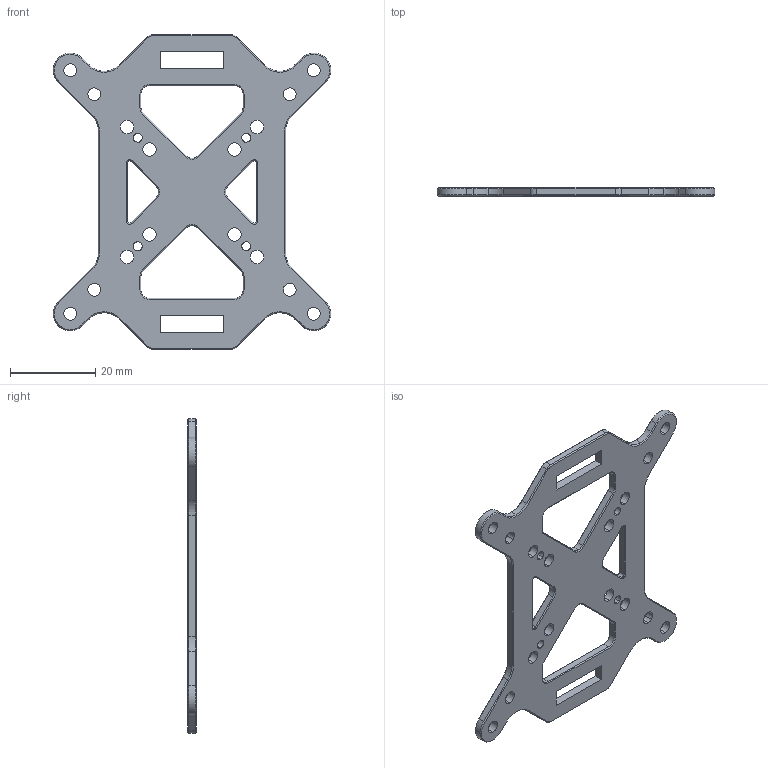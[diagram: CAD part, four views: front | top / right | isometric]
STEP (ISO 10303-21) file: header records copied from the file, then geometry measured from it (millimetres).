
FILE_DESCRIPTION (( 'STEP AP214' ), '1' );
FILE_NAME ('Main Plate TrueX UL m3 b0.1.STEP', '2022-12-08T04:10:06', ( '' ), ( '' ), 'SwSTEP 2.0', 'SolidWorks 2022', '' );
FILE_SCHEMA (( 'AUTOMOTIVE_DESIGN' ));
Length unit declared in the file: millimetre
Products named in the file (1): Main Plate TrueX UL m3 b0.1
Bounding box: 65.26 x 2 x 74 mm (x, y, z)
Volume: 4867.2 mm3; surface area: 6256.4 mm2
Topology: 1 solids, 1 shells, 267 faces, 662 edges, 397 vertices
Faces by surface type: plane 106, cylinder 83, cone 78
Entity records: 7963 total; most frequent: DIRECTION 1451, CARTESIAN_POINT 1327, ORIENTED_EDGE 1324, EDGE_CURVE 662, AXIS2_PLACEMENT_3D 521, VECTOR 409, LINE 409, VERTEX_POINT 397
